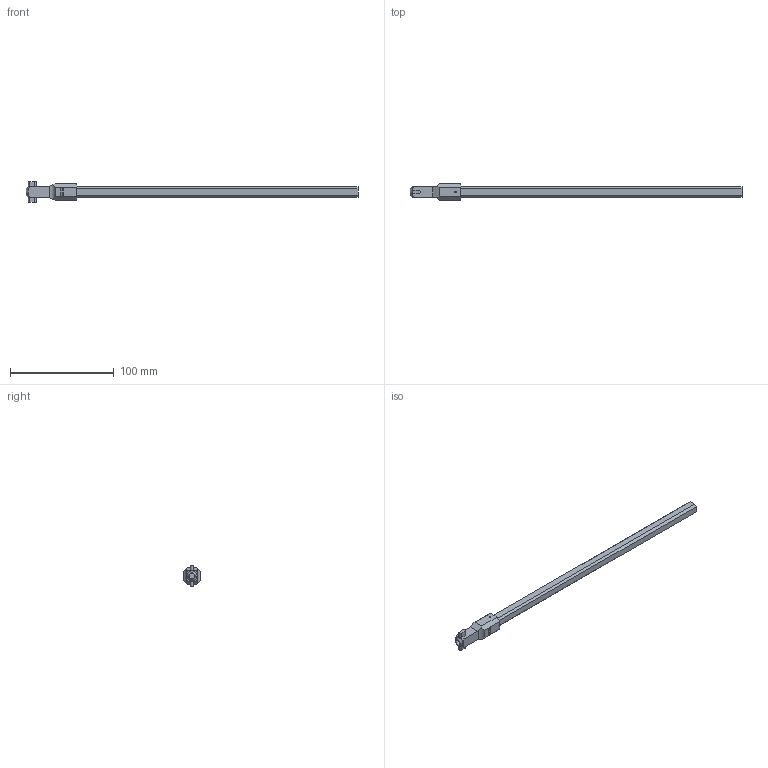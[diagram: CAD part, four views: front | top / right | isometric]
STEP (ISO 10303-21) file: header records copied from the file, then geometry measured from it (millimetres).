
FILE_DESCRIPTION((''),'2;1');
FILE_NAME('GS2AE22','2018-02-16T',('SESA468396'),('Schneider-Electric'),'PRO/ENGINEER BY PARAMETRIC TECHNOLOGY CORPORATION, 2015440','PRO/ENGINEER BY PARAMETRIC TECHNOLOGY CORPORATION, 2015440','');
FILE_SCHEMA(('CONFIG_CONTROL_DESIGN'));
Length unit declared in the file: millimetre
Products named in the file (1): GS2AE22
Bounding box: 320 x 17.3 x 20.4 mm (x, y, z)
Volume: 32579.2 mm3; surface area: 12818 mm2
Topology: 1 solids, 1 shells, 59 faces, 154 edges, 102 vertices
Faces by surface type: plane 47, cylinder 10, cone 2
Entity records: 1854 total; most frequent: CARTESIAN_POINT 361, ORIENTED_EDGE 308, DIRECTION 278, EDGE_CURVE 154, VECTOR 124, LINE 124, VERTEX_POINT 102, AXIS2_PLACEMENT_3D 77
